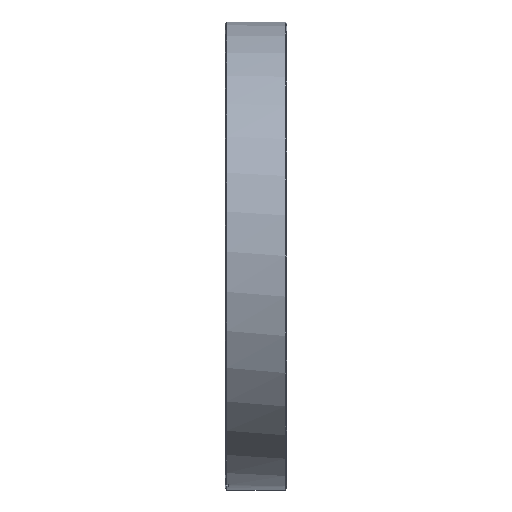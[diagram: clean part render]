
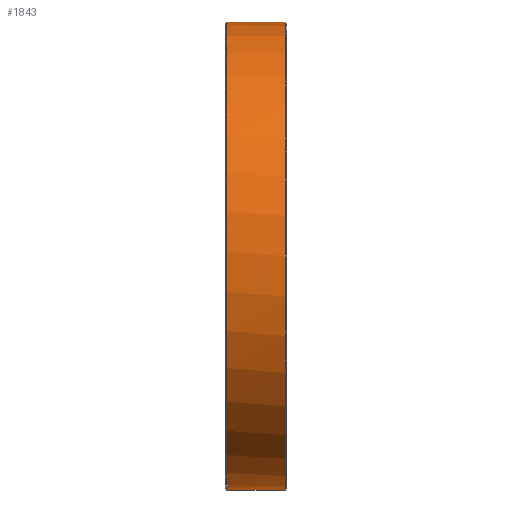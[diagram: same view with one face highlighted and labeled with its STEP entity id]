
A CAD part, left-side view. The second image highlights one B-rep face of the part: STEP entity #1843.
In plain terms, the highlighted cylindrical face has radius 75.8 mm (diameter 151.6 mm), a partial arc.
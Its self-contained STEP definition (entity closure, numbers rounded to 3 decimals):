
#1 = AXIS2_PLACEMENT_3D ( 'NONE', #2630, #2655, #3547 ) ;
#100 = VERTEX_POINT ( 'NONE', #507 ) ;
#133 = FACE_OUTER_BOUND ( 'NONE', #2878, .T. ) ;
#174 = VECTOR ( 'NONE', #2249, 1000. ) ;
#292 = CARTESIAN_POINT ( 'NONE',  ( -15.767, -1., -74.142 ) ) ;
#300 = CYLINDRICAL_SURFACE ( 'NONE', #1, 75.8 ) ;
#302 = ORIENTED_EDGE ( 'NONE', *, *, #1806, .F. ) ;
#347 = CARTESIAN_POINT ( 'NONE',  ( -13.806, -0.5, -74.532 ) ) ;
#352 = ORIENTED_EDGE ( 'NONE', *, *, #3324, .T. ) ;
#506 = VERTEX_POINT ( 'NONE', #2834 ) ;
#507 = CARTESIAN_POINT ( 'NONE',  ( 0., -19.4, -75.8 ) ) ;
#539 = CARTESIAN_POINT ( 'NONE',  ( 0., -0.5, -75.8 ) ) ;
#567 = ORIENTED_EDGE ( 'NONE', *, *, #3350, .F. ) ;
#575 = VECTOR ( 'NONE', #2289, 1000. ) ;
#661 = LINE ( 'NONE', #2304, #575 ) ;
#883 = ORIENTED_EDGE ( 'NONE', *, *, #4579, .T. ) ;
#1033 = CARTESIAN_POINT ( 'NONE',  ( -15.767, -0.5, -74.142 ) ) ;
#1149 = ORIENTED_EDGE ( 'NONE', *, *, #3357, .T. ) ;
#1193 = VERTEX_POINT ( 'NONE', #539 ) ;
#1196 = DIRECTION ( 'NONE',  ( 0., 0., 1. ) ) ;
#1200 = DIRECTION ( 'NONE',  ( 0., -1., 0. ) ) ;
#1210 = CARTESIAN_POINT ( 'NONE',  ( 0., -0.5, 0. ) ) ;
#1238 = ORIENTED_EDGE ( 'NONE', *, *, #2228, .T. ) ;
#1445 = VERTEX_POINT ( 'NONE', #4057 ) ;
#1518 = CARTESIAN_POINT ( 'NONE',  ( 0., -0.5, 75.8 ) ) ;
#1678 = AXIS2_PLACEMENT_3D ( 'NONE', #3114, #3100, #3024 ) ;
#1806 = EDGE_CURVE ( 'NONE', #100, #1193, #1998, .T. ) ;
#1843 = ADVANCED_FACE ( 'NONE', ( #133 ), #300, .T. ) ;
#1919 = EDGE_CURVE ( 'NONE', #506, #3501, #4237, .T. ) ;
#1925 = LINE ( 'NONE', #2530, #2235 ) ;
#1998 = LINE ( 'NONE', #2734, #3521 ) ;
#2228 = EDGE_CURVE ( 'NONE', #3501, #2270, #3643, .T. ) ;
#2235 = VECTOR ( 'NONE', #2547, 1000. ) ;
#2249 = DIRECTION ( 'NONE',  ( 0., 1., 0. ) ) ;
#2255 = CARTESIAN_POINT ( 'NONE',  ( 0., 19.776, 75.8 ) ) ;
#2270 = VERTEX_POINT ( 'NONE', #1033 ) ;
#2289 = DIRECTION ( 'NONE',  ( 0., 1., 0. ) ) ;
#2304 = CARTESIAN_POINT ( 'NONE',  ( -13.806, 19.776, -74.532 ) ) ;
#2350 = CIRCLE ( 'NONE', #3113, 75.8 ) ;
#2464 = DIRECTION ( 'NONE',  ( 0., 0., 1. ) ) ;
#2466 = DIRECTION ( 'NONE',  ( 0., -1., 0. ) ) ;
#2478 = CARTESIAN_POINT ( 'NONE',  ( 0., -1., 0. ) ) ;
#2530 = CARTESIAN_POINT ( 'NONE',  ( -15.767, 19.776, -74.142 ) ) ;
#2547 = DIRECTION ( 'NONE',  ( 0., 1., 0. ) ) ;
#2585 = VERTEX_POINT ( 'NONE', #292 ) ;
#2630 = CARTESIAN_POINT ( 'NONE',  ( 0., 19.776, 0. ) ) ;
#2655 = DIRECTION ( 'NONE',  ( 0., 1., 0. ) ) ;
#2672 = DIRECTION ( 'NONE',  ( 0., 0., -1. ) ) ;
#2683 = DIRECTION ( 'NONE',  ( 0., 1., 0. ) ) ;
#2692 = CARTESIAN_POINT ( 'NONE',  ( 0., -19.4, 0. ) ) ;
#2734 = CARTESIAN_POINT ( 'NONE',  ( 0., 19.776, -75.8 ) ) ;
#2738 = DIRECTION ( 'NONE',  ( 0., 1., 0. ) ) ;
#2834 = CARTESIAN_POINT ( 'NONE',  ( 0., -19.4, 75.8 ) ) ;
#2878 = EDGE_LOOP ( 'NONE', ( #302, #352, #3380, #1238, #567, #1149, #2883, #883 ) ) ;
#2883 = ORIENTED_EDGE ( 'NONE', *, *, #3365, .T. ) ;
#3024 = DIRECTION ( 'NONE',  ( 0., 0., 1. ) ) ;
#3100 = DIRECTION ( 'NONE',  ( 0., -1., 0. ) ) ;
#3113 = AXIS2_PLACEMENT_3D ( 'NONE', #2478, #2466, #2464 ) ;
#3114 = CARTESIAN_POINT ( 'NONE',  ( 0., -0.5, 0. ) ) ;
#3168 = AXIS2_PLACEMENT_3D ( 'NONE', #2692, #2683, #2672 ) ;
#3324 = EDGE_CURVE ( 'NONE', #100, #506, #3767, .T. ) ;
#3350 = EDGE_CURVE ( 'NONE', #2585, #2270, #1925, .T. ) ;
#3357 = EDGE_CURVE ( 'NONE', #2585, #1445, #2350, .T. ) ;
#3365 = EDGE_CURVE ( 'NONE', #1445, #4421, #661, .T. ) ;
#3380 = ORIENTED_EDGE ( 'NONE', *, *, #1919, .T. ) ;
#3501 = VERTEX_POINT ( 'NONE', #1518 ) ;
#3512 = CIRCLE ( 'NONE', #1678, 75.8 ) ;
#3521 = VECTOR ( 'NONE', #2738, 1000. ) ;
#3547 = DIRECTION ( 'NONE',  ( 0., 0., 1. ) ) ;
#3643 = CIRCLE ( 'NONE', #4391, 75.8 ) ;
#3767 = CIRCLE ( 'NONE', #3168, 75.8 ) ;
#4057 = CARTESIAN_POINT ( 'NONE',  ( -13.806, -1., -74.532 ) ) ;
#4237 = LINE ( 'NONE', #2255, #174 ) ;
#4391 = AXIS2_PLACEMENT_3D ( 'NONE', #1210, #1200, #1196 ) ;
#4421 = VERTEX_POINT ( 'NONE', #347 ) ;
#4579 = EDGE_CURVE ( 'NONE', #4421, #1193, #3512, .T. ) ;
